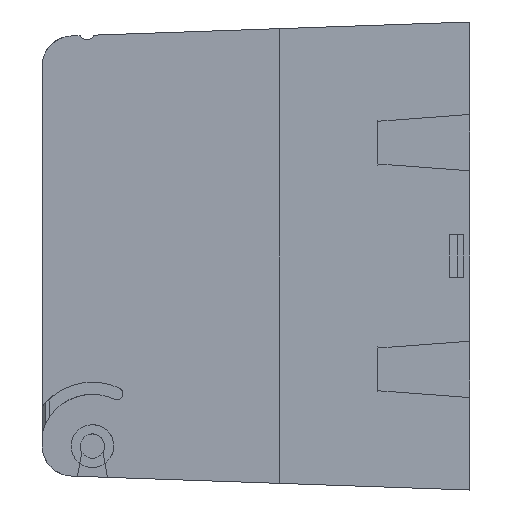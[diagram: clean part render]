
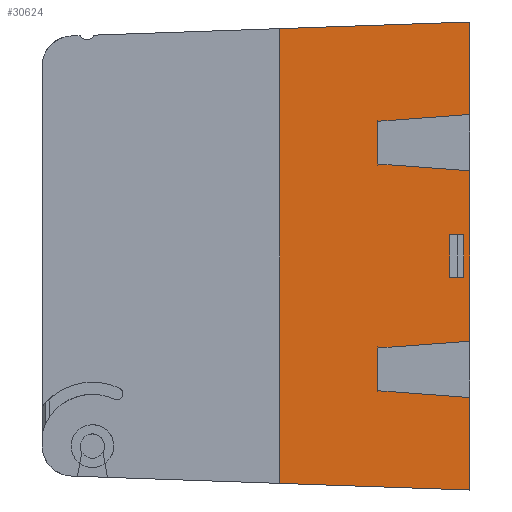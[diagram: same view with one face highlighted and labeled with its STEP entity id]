
A CAD part, left-side view. The second image highlights one B-rep face of the part: STEP entity #30624.
In plain terms, the highlighted planar face has unit normal (1, 0, 0).
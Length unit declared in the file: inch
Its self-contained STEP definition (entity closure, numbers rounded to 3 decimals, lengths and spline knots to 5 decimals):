
#438 = CARTESIAN_POINT ( 'NONE',  ( -2.325, 0., 1.4375 ) ) ;
#586 = CARTESIAN_POINT ( 'NONE',  ( -2.325, 0.604, 0.60477 ) ) ;
#664 = EDGE_CURVE ( 'NONE', #29054, #12177, #17261, .T. ) ;
#1060 = CARTESIAN_POINT ( 'NONE',  ( -2.325, 0.594, 0.14 ) ) ;
#1233 = CARTESIAN_POINT ( 'NONE',  ( -2.325, 0., 0.56 ) ) ;
#1575 = LINE ( 'NONE', #10872, #8220 ) ;
#1883 = LINE ( 'NONE', #438, #8530 ) ;
#2124 = LINE ( 'NONE', #34889, #23934 ) ;
#2189 = VERTEX_POINT ( 'NONE', #15844 ) ;
#2337 = LINE ( 'NONE', #3270, #31627 ) ;
#2799 = CARTESIAN_POINT ( 'NONE',  ( -2.325, 0.133, -0.5 ) ) ;
#2865 = FACE_OUTER_BOUND ( 'NONE', #22261, .T. ) ;
#2997 = VECTOR ( 'NONE', #17932, 39.37008 ) ;
#3270 = CARTESIAN_POINT ( 'NONE',  ( -2.325, 1.25, 3.60036 ) ) ;
#3426 = VECTOR ( 'NONE', #29778, 39.37008 ) ;
#3649 = DIRECTION ( 'NONE',  ( 0., 0.997, 0.074 ) ) ;
#4191 = EDGE_CURVE ( 'NONE', #27366, #18152, #20890, .T. ) ;
#4571 = LINE ( 'NONE', #13148, #11205 ) ;
#4629 = DIRECTION ( 'NONE',  ( 0., 0., 1. ) ) ;
#4838 = VECTOR ( 'NONE', #8982, 39.37008 ) ;
#5279 = VERTEX_POINT ( 'NONE', #6484 ) ;
#5353 = VERTEX_POINT ( 'NONE', #15779 ) ;
#5727 = LINE ( 'NONE', #6117, #4838 ) ;
#6023 = VECTOR ( 'NONE', #31163, 39.37008 ) ;
#6117 = CARTESIAN_POINT ( 'NONE',  ( -2.325, 0.00349, -1.53744 ) ) ;
#6484 = CARTESIAN_POINT ( 'NONE',  ( -2.325, 0., 0.93 ) ) ;
#6525 = VERTEX_POINT ( 'NONE', #17389 ) ;
#7135 = CARTESIAN_POINT ( 'NONE',  ( -2.325, 0.133, -0.14 ) ) ;
#8031 = LINE ( 'NONE', #1060, #23184 ) ;
#8220 = VECTOR ( 'NONE', #28237, 39.37008 ) ;
#8530 = VECTOR ( 'NONE', #32185, 39.37008 ) ;
#8982 = DIRECTION ( 'NONE',  ( 0., -0.999, -0.035 ) ) ;
#9203 = EDGE_CURVE ( 'NONE', #13525, #24515, #35254, .T. ) ;
#9560 = ORIENTED_EDGE ( 'NONE', *, *, #4191, .F. ) ;
#9652 = EDGE_CURVE ( 'NONE', #34366, #5279, #34763, .T. ) ;
#9742 = VECTOR ( 'NONE', #10318, 39.37008 ) ;
#10239 = VERTEX_POINT ( 'NONE', #10950 ) ;
#10318 = DIRECTION ( 'NONE',  ( 0., 0.997, 0.074 ) ) ;
#10590 = CARTESIAN_POINT ( 'NONE',  ( -2.325, 0., 0.56 ) ) ;
#10674 = CARTESIAN_POINT ( 'NONE',  ( -2.325, 0., -0.93 ) ) ;
#10872 = CARTESIAN_POINT ( 'NONE',  ( -2.325, 0.00349, 1.53744 ) ) ;
#10950 = CARTESIAN_POINT ( 'NONE',  ( -2.325, 0., 1.53756 ) ) ;
#11205 = VECTOR ( 'NONE', #4629, 39.37008 ) ;
#11210 = CARTESIAN_POINT ( 'NONE',  ( -2.325, 0.133, 0.14 ) ) ;
#11229 = ORIENTED_EDGE ( 'NONE', *, *, #12933, .F. ) ;
#11360 = CARTESIAN_POINT ( 'NONE',  ( -2.325, 0.604, 0.88523 ) ) ;
#11428 = ORIENTED_EDGE ( 'NONE', *, *, #25669, .F. ) ;
#12177 = VERTEX_POINT ( 'NONE', #586 ) ;
#12813 = EDGE_LOOP ( 'NONE', ( #9560, #14303, #20859, #15251 ) ) ;
#12933 = EDGE_CURVE ( 'NONE', #24515, #24828, #25487, .T. ) ;
#13061 = VECTOR ( 'NONE', #22867, 39.37008 ) ;
#13112 = CARTESIAN_POINT ( 'NONE',  ( -2.325, 0.594, -0.5 ) ) ;
#13140 = ORIENTED_EDGE ( 'NONE', *, *, #9203, .F. ) ;
#13148 = CARTESIAN_POINT ( 'NONE',  ( -2.325, 0.604, -0.5 ) ) ;
#13525 = VERTEX_POINT ( 'NONE', #27180 ) ;
#14303 = ORIENTED_EDGE ( 'NONE', *, *, #21474, .F. ) ;
#15251 = ORIENTED_EDGE ( 'NONE', *, *, #27746, .F. ) ;
#15779 = CARTESIAN_POINT ( 'NONE',  ( -2.325, 0.04, -0.14 ) ) ;
#15844 = CARTESIAN_POINT ( 'NONE',  ( -2.325, 0.604, -0.60477 ) ) ;
#15966 = DIRECTION ( 'NONE',  ( 0., 0., 1. ) ) ;
#16108 = EDGE_CURVE ( 'NONE', #26262, #29054, #1883, .T. ) ;
#17261 = LINE ( 'NONE', #10590, #9742 ) ;
#17389 = CARTESIAN_POINT ( 'NONE',  ( -2.325, 0.04, 0.14 ) ) ;
#17932 = DIRECTION ( 'NONE',  ( 0., 1., 0. ) ) ;
#18032 = ORIENTED_EDGE ( 'NONE', *, *, #26854, .F. ) ;
#18152 = VERTEX_POINT ( 'NONE', #11210 ) ;
#18449 = CARTESIAN_POINT ( 'NONE',  ( -2.325, 0., 1.4375 ) ) ;
#18493 = VECTOR ( 'NONE', #27141, 39.37008 ) ;
#18647 = ORIENTED_EDGE ( 'NONE', *, *, #35227, .F. ) ;
#18717 = ORIENTED_EDGE ( 'NONE', *, *, #29114, .F. ) ;
#19040 = ORIENTED_EDGE ( 'NONE', *, *, #21553, .F. ) ;
#19385 = LINE ( 'NONE', #18449, #18493 ) ;
#19965 = VECTOR ( 'NONE', #24732, 39.37008 ) ;
#20594 = CARTESIAN_POINT ( 'NONE',  ( -2.325, 0.604, -0.88523 ) ) ;
#20703 = ORIENTED_EDGE ( 'NONE', *, *, #664, .F. ) ;
#20839 = CARTESIAN_POINT ( 'NONE',  ( -2.325, 0.594, -0.14 ) ) ;
#20859 = ORIENTED_EDGE ( 'NONE', *, *, #21487, .F. ) ;
#20890 = LINE ( 'NONE', #2799, #19965 ) ;
#20913 = DIRECTION ( 'NONE',  ( 0., -1., 0. ) ) ;
#21474 = EDGE_CURVE ( 'NONE', #5353, #27366, #32281, .T. ) ;
#21487 = EDGE_CURVE ( 'NONE', #6525, #5353, #2124, .T. ) ;
#21553 = EDGE_CURVE ( 'NONE', #24828, #2189, #26162, .T. ) ;
#22261 = EDGE_LOOP ( 'NONE', ( #11229, #13140, #30124, #11428, #34436, #18717, #23599, #18647, #20703, #28191, #18032, #19040 ) ) ;
#22380 = CARTESIAN_POINT ( 'NONE',  ( -2.325, 0.604, 0.88523 ) ) ;
#22867 = DIRECTION ( 'NONE',  ( 0., -0.997, 0.074 ) ) ;
#23184 = VECTOR ( 'NONE', #20913, 39.37008 ) ;
#23554 = CARTESIAN_POINT ( 'NONE',  ( -2.325, 0., -0.93 ) ) ;
#23599 = ORIENTED_EDGE ( 'NONE', *, *, #9652, .F. ) ;
#23934 = VECTOR ( 'NONE', #26629, 39.37008 ) ;
#24126 = CARTESIAN_POINT ( 'NONE',  ( -2.325, 0.604, -0.5 ) ) ;
#24515 = VERTEX_POINT ( 'NONE', #10674 ) ;
#24732 = DIRECTION ( 'NONE',  ( 0., 0., 1. ) ) ;
#24828 = VERTEX_POINT ( 'NONE', #20594 ) ;
#25122 = VECTOR ( 'NONE', #28994, 39.37008 ) ;
#25487 = LINE ( 'NONE', #23554, #32925 ) ;
#25669 = EDGE_CURVE ( 'NONE', #31315, #27545, #2337, .T. ) ;
#26035 = LINE ( 'NONE', #29110, #25122 ) ;
#26162 = LINE ( 'NONE', #24126, #3426 ) ;
#26262 = VERTEX_POINT ( 'NONE', #35621 ) ;
#26629 = DIRECTION ( 'NONE',  ( 0., 0., -1. ) ) ;
#26854 = EDGE_CURVE ( 'NONE', #2189, #26262, #26035, .T. ) ;
#27141 = DIRECTION ( 'NONE',  ( 0., 0., 1. ) ) ;
#27180 = CARTESIAN_POINT ( 'NONE',  ( -2.325, 0., -1.53756 ) ) ;
#27271 = PLANE ( 'NONE',  #27451 ) ;
#27366 = VERTEX_POINT ( 'NONE', #7135 ) ;
#27451 = AXIS2_PLACEMENT_3D ( 'NONE', #13112, #32948, #15966 ) ;
#27545 = VERTEX_POINT ( 'NONE', #31224 ) ;
#27746 = EDGE_CURVE ( 'NONE', #18152, #6525, #8031, .T. ) ;
#28191 = ORIENTED_EDGE ( 'NONE', *, *, #16108, .F. ) ;
#28237 = DIRECTION ( 'NONE',  ( 0., 0.999, -0.035 ) ) ;
#28994 = DIRECTION ( 'NONE',  ( 0., -0.997, 0.074 ) ) ;
#29004 = DIRECTION ( 'NONE',  ( 0., 0., -1. ) ) ;
#29054 = VERTEX_POINT ( 'NONE', #1233 ) ;
#29110 = CARTESIAN_POINT ( 'NONE',  ( -2.325, 0.604, -0.60477 ) ) ;
#29114 = EDGE_CURVE ( 'NONE', #5279, #10239, #19385, .T. ) ;
#29778 = DIRECTION ( 'NONE',  ( 0., 0., 1. ) ) ;
#30124 = ORIENTED_EDGE ( 'NONE', *, *, #32188, .F. ) ;
#30624 = ADVANCED_FACE ( 'NONE', ( #32164, #2865 ), #27271, .F. ) ;
#31163 = DIRECTION ( 'NONE',  ( 0., 0., 1. ) ) ;
#31224 = CARTESIAN_POINT ( 'NONE',  ( -2.325, 1.25, -1.49391 ) ) ;
#31234 = CARTESIAN_POINT ( 'NONE',  ( -2.325, 0., 1.4375 ) ) ;
#31315 = VERTEX_POINT ( 'NONE', #32509 ) ;
#31627 = VECTOR ( 'NONE', #29004, 39.37008 ) ;
#32164 = FACE_BOUND ( 'NONE', #12813, .T. ) ;
#32185 = DIRECTION ( 'NONE',  ( 0., 0., 1. ) ) ;
#32188 = EDGE_CURVE ( 'NONE', #27545, #13525, #5727, .T. ) ;
#32281 = LINE ( 'NONE', #20839, #2997 ) ;
#32509 = CARTESIAN_POINT ( 'NONE',  ( -2.325, 1.25, 1.49391 ) ) ;
#32925 = VECTOR ( 'NONE', #3649, 39.37008 ) ;
#32948 = DIRECTION ( 'NONE',  ( -1., 0., 0. ) ) ;
#34292 = EDGE_CURVE ( 'NONE', #10239, #31315, #1575, .T. ) ;
#34366 = VERTEX_POINT ( 'NONE', #11360 ) ;
#34436 = ORIENTED_EDGE ( 'NONE', *, *, #34292, .F. ) ;
#34763 = LINE ( 'NONE', #22380, #13061 ) ;
#34889 = CARTESIAN_POINT ( 'NONE',  ( -2.325, 0.04, -0.5 ) ) ;
#35227 = EDGE_CURVE ( 'NONE', #12177, #34366, #4571, .T. ) ;
#35254 = LINE ( 'NONE', #31234, #6023 ) ;
#35621 = CARTESIAN_POINT ( 'NONE',  ( -2.325, 0., -0.56 ) ) ;
